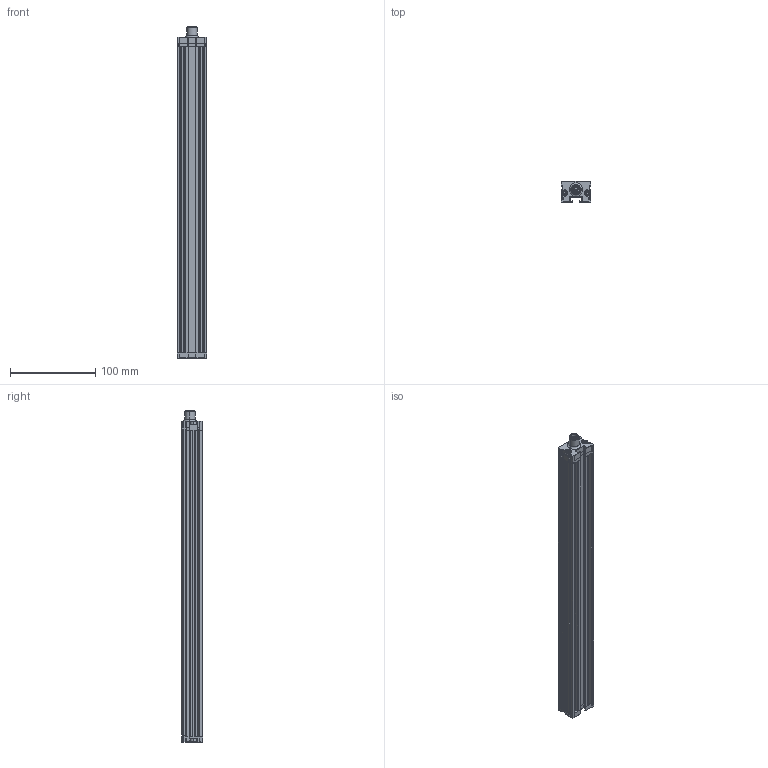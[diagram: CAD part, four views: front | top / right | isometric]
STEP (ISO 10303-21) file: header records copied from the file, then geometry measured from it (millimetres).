
FILE_DESCRIPTION (( 'STEP AP214' ), '1' );
FILE_NAME ('TF1-300-001-___-102.STEP', '2017-08-02T12:48:33', ( 'dummy' ), ( 'Microsoft' ), 'SwSTEP 2.0', 'SolidWorks 2014', '' );
FILE_SCHEMA (( 'AUTOMOTIVE_DESIGN' ));
Length unit declared in the file: millimetre
Products named in the file (1): TF1-300-001-___-102
Bounding box: 35 x 25.05 x 389.5 mm (x, y, z)
Surface area: 69442.3 mm2 (no closed solid volume)
Topology: 0 solids, 20 shells, 507 faces, 2084 edges, 1532 vertices
Faces by surface type: cylinder 234, plane 197, cone 38, torus 35, sphere 3
Entity records: 27501 total; most frequent: CARTESIAN_POINT 4992, DIRECTION 3702, ORIENTED_EDGE 3101, EDGE_CURVE 2081, VERTEX_POINT 1532, AXIS2_PLACEMENT_3D 1295, LINE 1112, VECTOR 1112
